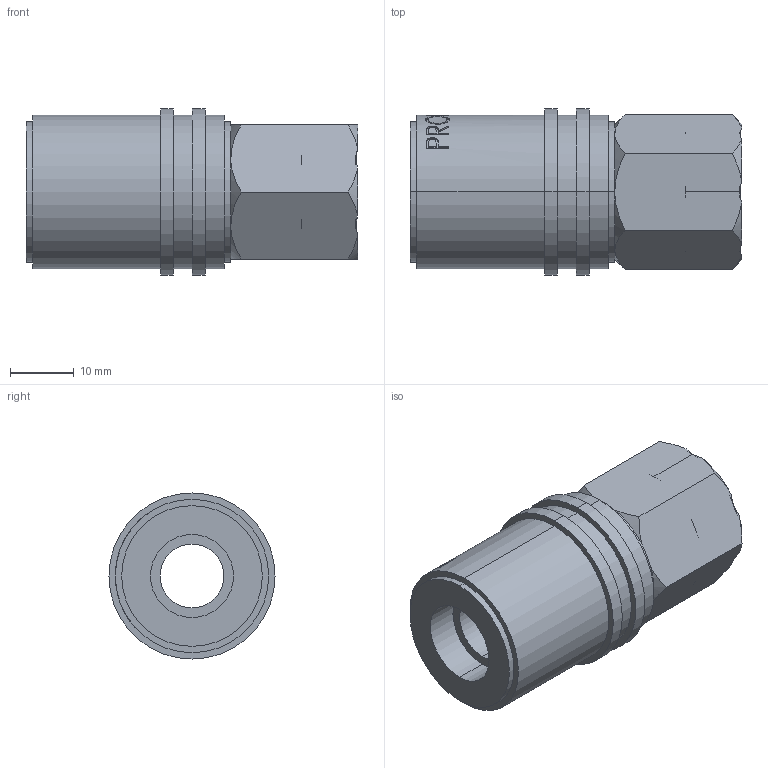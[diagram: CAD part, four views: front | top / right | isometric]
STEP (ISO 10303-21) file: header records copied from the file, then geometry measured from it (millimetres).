
FILE_DESCRIPTION (( 'STEP AP203' ), '1' );
FILE_NAME ('9b5a.STEP', '2022-07-27T15:59:36', ( '' ), ( '' ), 'SwSTEP 2.0', 'SolidWorks 2019', '' );
FILE_SCHEMA (( 'CONFIG_CONTROL_DESIGN' ));
Length unit declared in the file: millimetre
Products named in the file (1): 9b5a
Bounding box: 51.86 x 26 x 26 mm (x, y, z)
Volume: 15488.9 mm3; surface area: 6946.9 mm2
Topology: 1 solids, 1 shells, 135 faces, 338 edges, 222 vertices
Faces by surface type: plane 48, bspline 42, cylinder 29, cone 16
Entity records: 8982 total; most frequent: CARTESIAN_POINT 6033, ORIENTED_EDGE 676, DIRECTION 452, EDGE_CURVE 338, VERTEX_POINT 222, AXIS2_PLACEMENT_3D 188, B_SPLINE_CURVE_WITH_KNOTS 168, EDGE_LOOP 154
